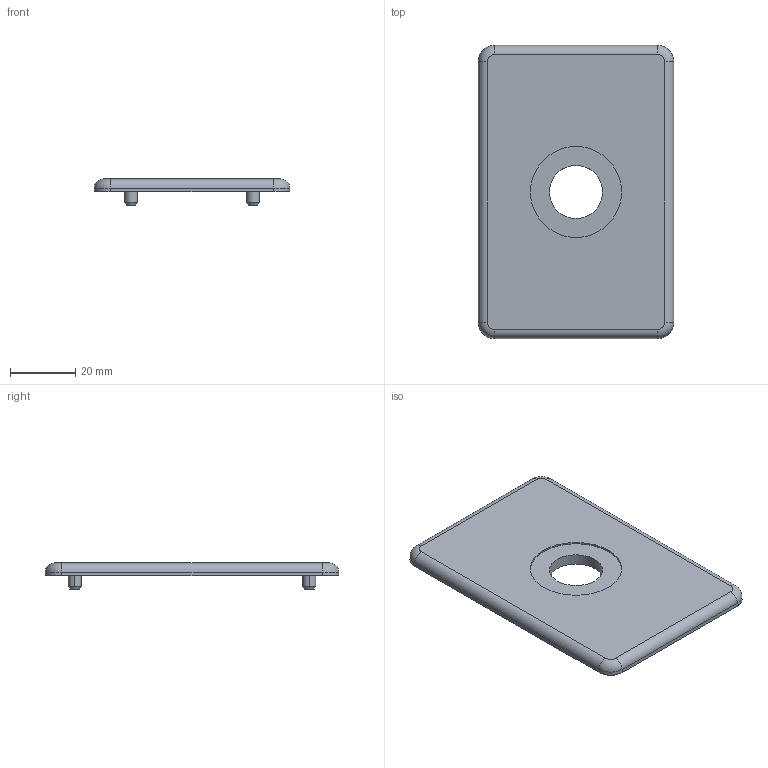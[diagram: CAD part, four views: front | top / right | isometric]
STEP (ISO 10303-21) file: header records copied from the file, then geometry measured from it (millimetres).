
FILE_DESCRIPTION (( 'STEP AP203' ), '1' );
FILE_NAME ('3842551050.STEP', '2022-08-30T01:01:45', ( '' ), ( '' ), 'SwSTEP 2.0', 'SolidWorks 2014', '' );
FILE_SCHEMA (( 'CONFIG_CONTROL_DESIGN' ));
Length unit declared in the file: millimetre
Products named in the file (1): 3842551050
Bounding box: 60 x 90 x 8 mm (x, y, z)
Volume: 13656.1 mm3; surface area: 12299.8 mm2
Topology: 1 solids, 1 shells, 71 faces, 164 edges, 106 vertices
Faces by surface type: cylinder 38, plane 21, cone 8, torus 4
Entity records: 2193 total; most frequent: CARTESIAN_POINT 442, DIRECTION 382, ORIENTED_EDGE 328, EDGE_CURVE 164, AXIS2_PLACEMENT_3D 158, VERTEX_POINT 106, CIRCLE 86, EDGE_LOOP 84
